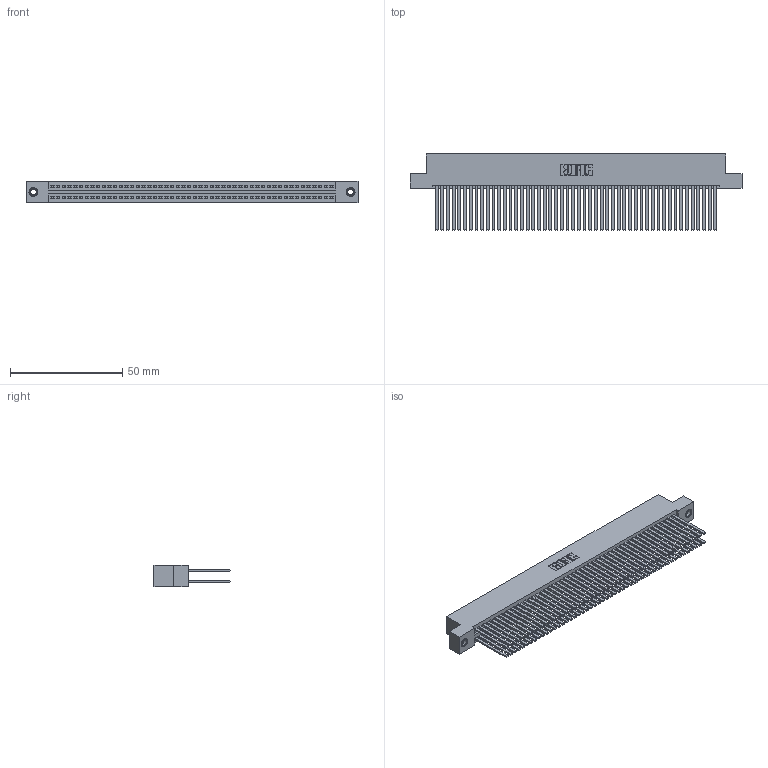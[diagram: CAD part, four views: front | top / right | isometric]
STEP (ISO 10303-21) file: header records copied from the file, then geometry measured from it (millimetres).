
FILE_DESCRIPTION (( 'STEP AP203' ), '1' );
FILE_NAME ('395-100-544-207.STEP', '2018-11-30T02:23:31', ( '' ), ( '' ), 'SwSTEP 2.0', 'SolidWorks 2016', '' );
FILE_SCHEMA (( 'CONFIG_CONTROL_DESIGN' ));
Length unit declared in the file: inch
Products named in the file (4): 345-292-001_345-293-144; 345 Part_Flush Mounting Lugs - 0.156 Dia-TI; 345-250-001_345-250-005-103; 395-100-544-207
Assembly tree (103 placements, depth 2):
  395-100-544-207
    345 Part_Flush Mounting Lugs - 0.156 Dia-TI
    345-292-001_345-293-144  x100
    345-250-001_345-250-005-103  x2
Bounding box: 148.21 x 33.96 x 9.4 mm (x, y, z)
Volume: 15859.7 mm3; surface area: 27734.8 mm2
Topology: 103 solids, 103 shells, 4586 faces, 13577 edges, 8910 vertices
Faces by surface type: plane 3012, cylinder 1558, cone 12, torus 4
Entity records: 39156 total; most frequent: CARTESIAN_POINT 6535, ORIENTED_EDGE 6462, DIRECTION 5777, EDGE_CURVE 3231, LINE 2883, VECTOR 2883, VERTEX_POINT 2148, AXIS2_PLACEMENT_3D 1447
